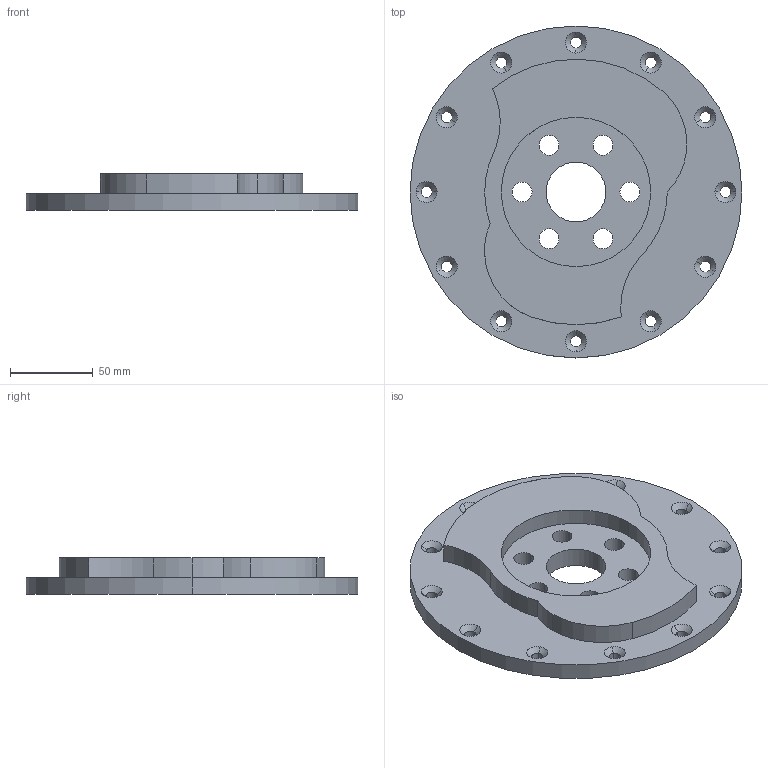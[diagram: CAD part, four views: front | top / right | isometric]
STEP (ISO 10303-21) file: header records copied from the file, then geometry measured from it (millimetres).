
FILE_DESCRIPTION (( 'STEP AP214' ), '1' );
FILE_NAME ('Part33.STEP', '2025-03-03T12:55:42', ( '' ), ( '' ), 'SwSTEP 2.0', 'SolidWorks 2024', '' );
FILE_SCHEMA (( 'AUTOMOTIVE_DESIGN' ));
Length unit declared in the file: millimetre
Products named in the file (1): Part33
Bounding box: 200 x 200 x 22 mm (x, y, z)
Volume: 406848.8 mm3; surface area: 79636.4 mm2
Topology: 1 solids, 1 shells, 81 faces, 207 edges, 130 vertices
Faces by surface type: cylinder 53, cone 24, plane 4
Entity records: 2598 total; most frequent: DIRECTION 501, CARTESIAN_POINT 419, ORIENTED_EDGE 414, AXIS2_PLACEMENT_3D 212, EDGE_CURVE 207, CIRCLE 130, VERTEX_POINT 130, EDGE_LOOP 121
